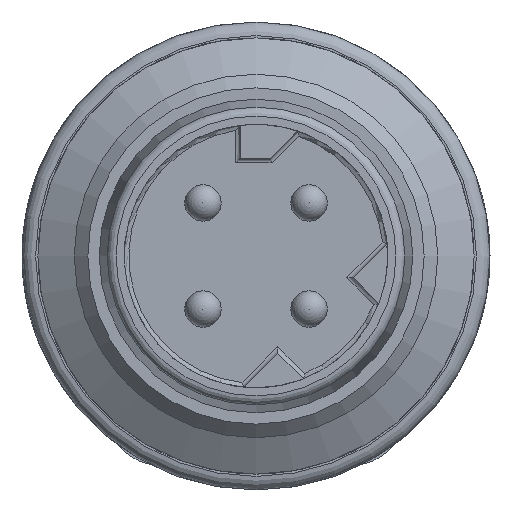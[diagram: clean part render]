
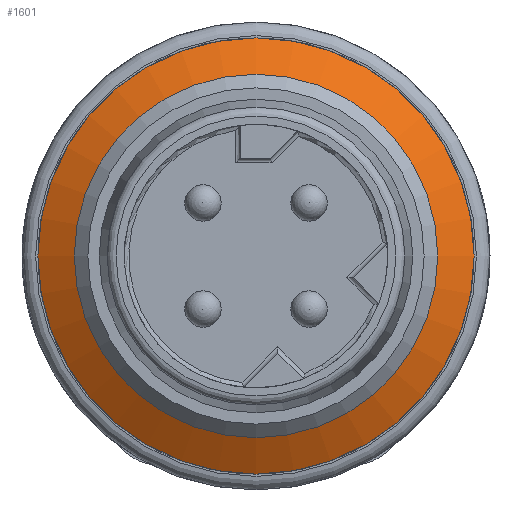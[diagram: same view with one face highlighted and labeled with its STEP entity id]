
A CAD part, front view. The second image highlights one B-rep face of the part: STEP entity #1601.
In plain terms, the highlighted conical face has half-angle 60 degrees and reference radius 4 mm.
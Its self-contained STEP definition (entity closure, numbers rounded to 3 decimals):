
#117=CONICAL_SURFACE('',#6355,4.,60.);
#1601=ADVANCED_FACE('',(#1906,#1907),#117,.T.);
#1906=FACE_BOUND('',#2354,.T.);
#1907=FACE_BOUND('',#2355,.T.);
#2354=EDGE_LOOP('',(#3862));
#2355=EDGE_LOOP('',(#3863));
#3862=ORIENTED_EDGE('',*,*,#5234,.F.);
#3863=ORIENTED_EDGE('',*,*,#5233,.T.);
#4453=VERTEX_POINT('',#11996);
#4454=VERTEX_POINT('',#11999);
#5233=EDGE_CURVE('',#4453,#4453,#5655,.T.);
#5234=EDGE_CURVE('',#4454,#4454,#5656,.T.);
#5655=CIRCLE('',#6352,4.);
#5656=CIRCLE('',#6354,4.8);
#6352=AXIS2_PLACEMENT_3D('',#11995,#7980,#7981);
#6354=AXIS2_PLACEMENT_3D('',#11998,#7984,#7985);
#6355=AXIS2_PLACEMENT_3D('',#12000,#7986,#7987);
#7980=DIRECTION('',(0.,1.,0.));
#7981=DIRECTION('',(0.,0.,1.));
#7984=DIRECTION('',(0.,1.,0.));
#7985=DIRECTION('',(0.,0.,1.));
#7986=DIRECTION('',(0.,1.,0.));
#7987=DIRECTION('',(0.,0.,1.));
#11995=CARTESIAN_POINT('',(105.675,-11.075,0.));
#11996=CARTESIAN_POINT('',(105.675,-11.075,4.));
#11998=CARTESIAN_POINT('',(105.675,-10.613,0.));
#11999=CARTESIAN_POINT('',(105.675,-10.613,4.8));
#12000=CARTESIAN_POINT('',(105.675,-11.075,0.));
